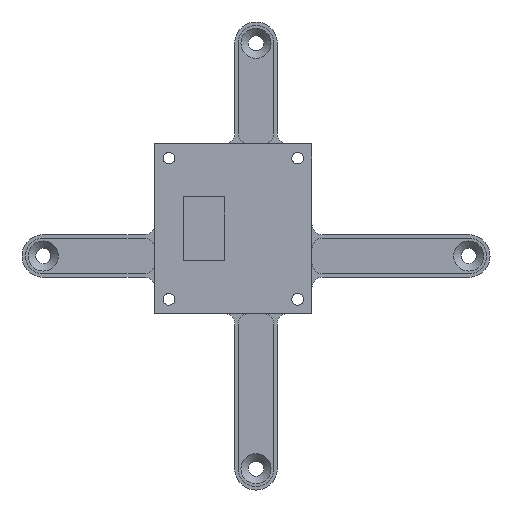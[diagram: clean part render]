
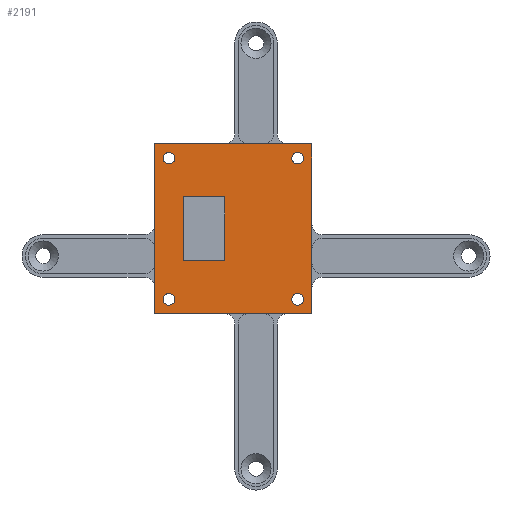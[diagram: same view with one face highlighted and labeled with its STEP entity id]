
A CAD part, front view. The second image highlights one B-rep face of the part: STEP entity #2191.
In plain terms, the highlighted planar face has unit normal (0, -1, 0).
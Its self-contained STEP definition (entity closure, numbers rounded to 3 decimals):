
#62=FACE_BOUND('',#389,.T.);
#63=FACE_BOUND('',#390,.T.);
#64=FACE_BOUND('',#391,.T.);
#65=FACE_BOUND('',#392,.T.);
#66=FACE_BOUND('',#393,.T.);
#131=PLANE('',#2428);
#244=FACE_OUTER_BOUND('',#388,.T.);
#388=EDGE_LOOP('',(#1976,#1977,#1978,#1979));
#389=EDGE_LOOP('',(#1980));
#390=EDGE_LOOP('',(#1981));
#391=EDGE_LOOP('',(#1982,#1983,#1984,#1985));
#392=EDGE_LOOP('',(#1986));
#393=EDGE_LOOP('',(#1987));
#588=LINE('',#3649,#794);
#594=LINE('',#3669,#800);
#595=LINE('',#3672,#801);
#597=LINE('',#3675,#803);
#598=LINE('',#3679,#804);
#599=LINE('',#3681,#805);
#600=LINE('',#3683,#806);
#601=LINE('',#3684,#807);
#794=VECTOR('',#3004,10.);
#800=VECTOR('',#3030,10.);
#801=VECTOR('',#3033,10.);
#803=VECTOR('',#3037,10.);
#804=VECTOR('',#3040,10.);
#805=VECTOR('',#3041,10.);
#806=VECTOR('',#3042,10.);
#807=VECTOR('',#3043,10.);
#914=CIRCLE('',#2429,1.65);
#915=CIRCLE('',#2430,1.65);
#916=CIRCLE('',#2431,1.65);
#917=CIRCLE('',#2432,1.65);
#1103=VERTEX_POINT('',#3646);
#1104=VERTEX_POINT('',#3648);
#1108=VERTEX_POINT('',#3667);
#1109=VERTEX_POINT('',#3671);
#1110=VERTEX_POINT('',#3677);
#1111=VERTEX_POINT('',#3678);
#1112=VERTEX_POINT('',#3680);
#1113=VERTEX_POINT('',#3682);
#1114=VERTEX_POINT('',#3685);
#1115=VERTEX_POINT('',#3687);
#1116=VERTEX_POINT('',#3689);
#1117=VERTEX_POINT('',#3691);
#1393=EDGE_CURVE('',#1104,#1103,#588,.T.);
#1402=EDGE_CURVE('',#1103,#1108,#594,.T.);
#1403=EDGE_CURVE('',#1109,#1104,#595,.T.);
#1405=EDGE_CURVE('',#1108,#1109,#597,.T.);
#1406=EDGE_CURVE('',#1110,#1111,#598,.T.);
#1407=EDGE_CURVE('',#1111,#1112,#599,.T.);
#1408=EDGE_CURVE('',#1112,#1113,#600,.T.);
#1409=EDGE_CURVE('',#1113,#1110,#601,.T.);
#1410=EDGE_CURVE('',#1114,#1114,#914,.T.);
#1411=EDGE_CURVE('',#1115,#1115,#915,.T.);
#1412=EDGE_CURVE('',#1116,#1116,#916,.T.);
#1413=EDGE_CURVE('',#1117,#1117,#917,.T.);
#1976=ORIENTED_EDGE('',*,*,#1406,.T.);
#1977=ORIENTED_EDGE('',*,*,#1407,.T.);
#1978=ORIENTED_EDGE('',*,*,#1408,.T.);
#1979=ORIENTED_EDGE('',*,*,#1409,.T.);
#1980=ORIENTED_EDGE('',*,*,#1410,.T.);
#1981=ORIENTED_EDGE('',*,*,#1411,.T.);
#1982=ORIENTED_EDGE('',*,*,#1405,.T.);
#1983=ORIENTED_EDGE('',*,*,#1403,.T.);
#1984=ORIENTED_EDGE('',*,*,#1393,.T.);
#1985=ORIENTED_EDGE('',*,*,#1402,.T.);
#1986=ORIENTED_EDGE('',*,*,#1412,.T.);
#1987=ORIENTED_EDGE('',*,*,#1413,.T.);
#2191=ADVANCED_FACE('',(#244,#62,#63,#64,#65,#66),#131,.T.);
#2428=AXIS2_PLACEMENT_3D('',#3676,#3038,#3039);
#2429=AXIS2_PLACEMENT_3D('',#3686,#3044,#3045);
#2430=AXIS2_PLACEMENT_3D('',#3688,#3046,#3047);
#2431=AXIS2_PLACEMENT_3D('',#3690,#3048,#3049);
#2432=AXIS2_PLACEMENT_3D('',#3692,#3050,#3051);
#3004=DIRECTION('',(0.,0.,1.));
#3030=DIRECTION('',(1.,0.,0.));
#3033=DIRECTION('',(-1.,0.,0.));
#3037=DIRECTION('',(0.,0.,-1.));
#3038=DIRECTION('center_axis',(0.,-1.,0.));
#3039=DIRECTION('ref_axis',(1.,0.,0.));
#3040=DIRECTION('',(1.,0.,0.));
#3041=DIRECTION('',(0.,0.,1.));
#3042=DIRECTION('',(-1.,0.,0.));
#3043=DIRECTION('',(0.,0.,-1.));
#3044=DIRECTION('center_axis',(0.,1.,0.));
#3045=DIRECTION('ref_axis',(1.,0.,0.));
#3046=DIRECTION('center_axis',(0.,1.,0.));
#3047=DIRECTION('ref_axis',(1.,0.,0.));
#3048=DIRECTION('center_axis',(0.,1.,0.));
#3049=DIRECTION('ref_axis',(1.,0.,0.));
#3050=DIRECTION('center_axis',(0.,1.,0.));
#3051=DIRECTION('ref_axis',(1.,0.,0.));
#3646=CARTESIAN_POINT('',(-20.55,366.89,16.704));
#3648=CARTESIAN_POINT('',(-20.55,366.89,-1.304));
#3649=CARTESIAN_POINT('',(-20.55,366.89,-8.2));
#3667=CARTESIAN_POINT('',(-8.862,366.89,16.704));
#3669=CARTESIAN_POINT('',(-8.862,366.89,16.704));
#3671=CARTESIAN_POINT('',(-8.862,366.89,-1.304));
#3672=CARTESIAN_POINT('',(-8.862,366.89,-1.304));
#3675=CARTESIAN_POINT('',(-8.862,366.89,-8.2));
#3676=CARTESIAN_POINT('Origin',(-6.4,366.89,7.7));
#3677=CARTESIAN_POINT('',(-28.55,366.89,-16.2));
#3678=CARTESIAN_POINT('',(15.75,366.89,-16.2));
#3679=CARTESIAN_POINT('',(-28.55,366.89,-16.2));
#3680=CARTESIAN_POINT('',(15.75,366.89,31.6));
#3681=CARTESIAN_POINT('',(15.75,366.89,-16.2));
#3682=CARTESIAN_POINT('',(-28.55,366.89,31.6));
#3683=CARTESIAN_POINT('',(15.75,366.89,31.6));
#3684=CARTESIAN_POINT('',(-28.55,366.89,31.6));
#3685=CARTESIAN_POINT('',(10.1,366.89,27.6));
#3686=CARTESIAN_POINT('Origin',(11.75,366.89,27.6));
#3687=CARTESIAN_POINT('',(-26.2,366.89,-12.2));
#3688=CARTESIAN_POINT('Origin',(-24.55,366.89,-12.2));
#3689=CARTESIAN_POINT('',(10.1,366.89,-12.2));
#3690=CARTESIAN_POINT('Origin',(11.75,366.89,-12.2));
#3691=CARTESIAN_POINT('',(-26.2,366.89,27.6));
#3692=CARTESIAN_POINT('Origin',(-24.55,366.89,27.6));
